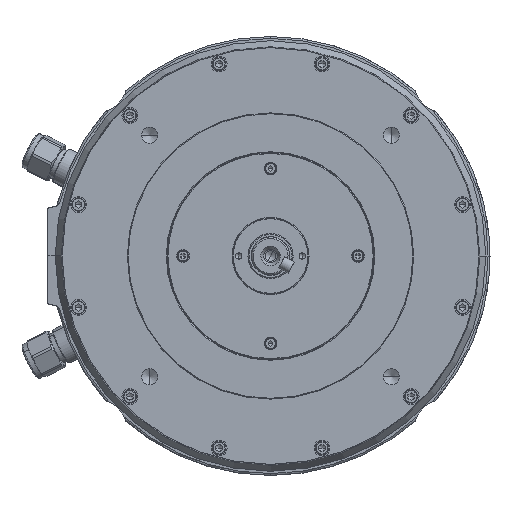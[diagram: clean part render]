
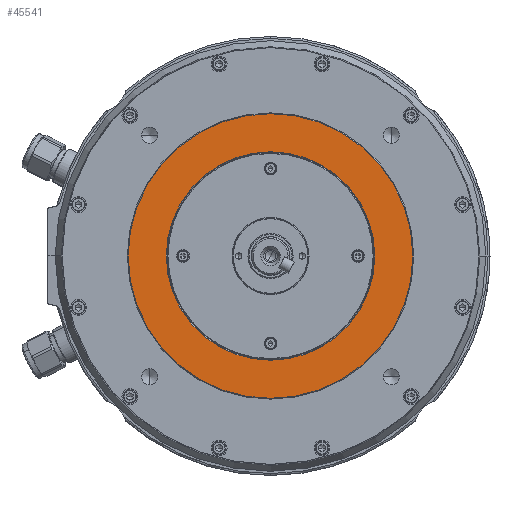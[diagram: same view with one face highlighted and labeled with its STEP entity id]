
A CAD part, left-side view. The second image highlights one B-rep face of the part: STEP entity #45541.
In plain terms, the highlighted planar face has unit normal (-1, 0, 0).
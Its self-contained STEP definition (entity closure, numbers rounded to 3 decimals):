
#12351=CARTESIAN_POINT('',(-22.1,-65.5,0.));
#12352=VERTEX_POINT('',#12351);
#12369=CARTESIAN_POINT('',(-22.1,65.5,0.));
#12370=VERTEX_POINT('',#12369);
#12377=CARTESIAN_POINT('',(-22.1,0.,0.));
#12378=DIRECTION('',(-1.0,0.0,0.0));
#12379=DIRECTION('',(0.0,-1.0,0.0));
#12380=AXIS2_PLACEMENT_3D('',#12377,#12378,#12379);
#12381=CIRCLE('',#12380,65.5);
#12382=EDGE_CURVE('',#12370,#12352,#12381,.T.);
#12392=CARTESIAN_POINT('',(-22.1,-89.5,0.));
#12393=VERTEX_POINT('',#12392);
#12402=CARTESIAN_POINT('',(-22.1,89.5,0.));
#12403=VERTEX_POINT('',#12402);
#12404=CARTESIAN_POINT('',(-22.1,0.,0.));
#12405=DIRECTION('',(1.0,0.0,0.0));
#12406=DIRECTION('',(0.0,-1.0,0.0));
#12407=AXIS2_PLACEMENT_3D('',#12404,#12405,#12406);
#12408=CIRCLE('',#12407,89.5);
#12409=EDGE_CURVE('',#12393,#12403,#12408,.T.);
#45512=CARTESIAN_POINT('',(-22.1,0.,0.));
#45513=DIRECTION('',(1.0,0.0,0.0));
#45514=DIRECTION('',(0.0,-1.0,0.0));
#45515=AXIS2_PLACEMENT_3D('',#45512,#45513,#45514);
#45516=CIRCLE('',#45515,89.5);
#45517=EDGE_CURVE('',#12403,#12393,#45516,.T.);
#45522=CARTESIAN_POINT('',(-22.1,0.,0.));
#45523=DIRECTION('',(1.0,0.0,0.0));
#45524=DIRECTION('',(0.0,-1.0,0.0));
#45525=AXIS2_PLACEMENT_3D('',#45522,#45523,#45524);
#45526=PLANE('',#45525);
#45527=ORIENTED_EDGE('',*,*,#45517,.F.);
#45528=ORIENTED_EDGE('',*,*,#12409,.F.);
#45529=EDGE_LOOP('',(#45527,#45528));
#45530=FACE_OUTER_BOUND('',#45529,.T.);
#45531=ORIENTED_EDGE('',*,*,#12382,.F.);
#45532=CARTESIAN_POINT('',(-22.1,0.,0.));
#45533=DIRECTION('',(-1.0,0.0,0.0));
#45534=DIRECTION('',(0.0,-1.0,0.0));
#45535=AXIS2_PLACEMENT_3D('',#45532,#45533,#45534);
#45536=CIRCLE('',#45535,65.5);
#45537=EDGE_CURVE('',#12352,#12370,#45536,.T.);
#45538=ORIENTED_EDGE('',*,*,#45537,.F.);
#45539=EDGE_LOOP('',(#45531,#45538));
#45540=FACE_BOUND('',#45539,.T.);
#45541=ADVANCED_FACE('',(#45530,#45540),#45526,.F.);
